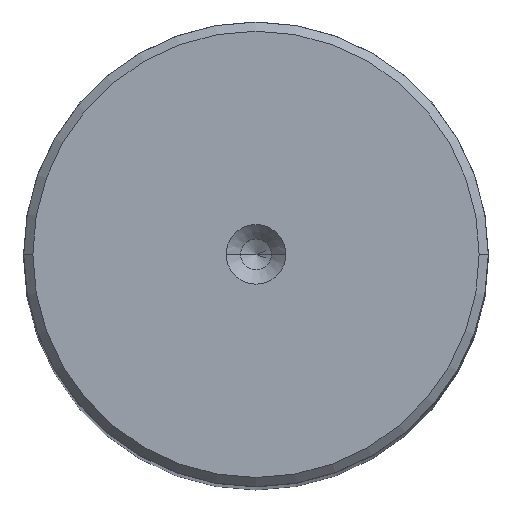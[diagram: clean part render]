
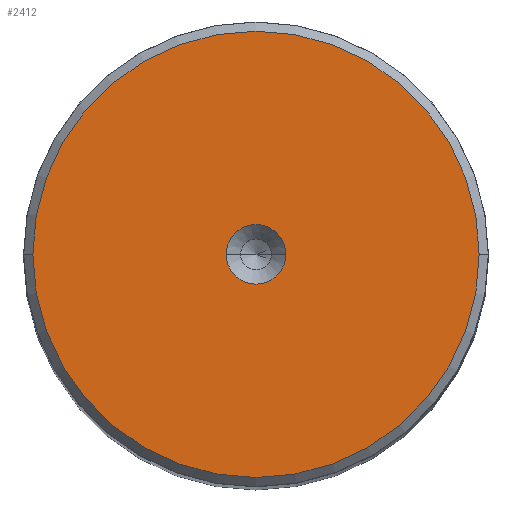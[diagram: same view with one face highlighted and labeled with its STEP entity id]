
A CAD part, top view. The second image highlights one B-rep face of the part: STEP entity #2412.
In plain terms, the highlighted planar face has unit normal (0, 0, 1).
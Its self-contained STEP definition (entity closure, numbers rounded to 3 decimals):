
#10 = VERTEX_POINT ( 'NONE', #1131 ) ;
#11 = EDGE_LOOP ( 'NONE', ( #1879, #2285 ) ) ;
#62 = AXIS2_PLACEMENT_3D ( 'NONE', #2278, #2896, #2011 ) ;
#139 = CARTESIAN_POINT ( 'NONE',  ( 0., 0., 240. ) ) ;
#195 = ORIENTED_EDGE ( 'NONE', *, *, #1540, .F. ) ;
#238 = EDGE_LOOP ( 'NONE', ( #2672, #195 ) ) ;
#285 = VERTEX_POINT ( 'NONE', #1222 ) ;
#317 = EDGE_CURVE ( 'NONE', #1937, #1305, #1302, .T. ) ;
#368 = FACE_BOUND ( 'NONE', #238, .T. ) ;
#369 = DIRECTION ( 'NONE',  ( 1., 0., 0. ) ) ;
#671 = FACE_OUTER_BOUND ( 'NONE', #11, .T. ) ;
#675 = CARTESIAN_POINT ( 'NONE',  ( 28.816, 0., 240. ) ) ;
#855 = CIRCLE ( 'NONE', #2760, 3.85 ) ;
#862 = CARTESIAN_POINT ( 'NONE',  ( -28.816, 0., 240. ) ) ;
#999 = PLANE ( 'NONE',  #2216 ) ;
#1131 = CARTESIAN_POINT ( 'NONE',  ( 3.85, 0., 240. ) ) ;
#1222 = CARTESIAN_POINT ( 'NONE',  ( -3.85, 0., 240. ) ) ;
#1284 = CIRCLE ( 'NONE', #62, 28.816 ) ;
#1302 = CIRCLE ( 'NONE', #2587, 28.816 ) ;
#1305 = VERTEX_POINT ( 'NONE', #862 ) ;
#1540 = EDGE_CURVE ( 'NONE', #285, #10, #855, .T. ) ;
#1651 = DIRECTION ( 'NONE',  ( 1., 0., 0. ) ) ;
#1879 = ORIENTED_EDGE ( 'NONE', *, *, #2721, .T. ) ;
#1881 = DIRECTION ( 'NONE',  ( 0., 0., 1. ) ) ;
#1897 = DIRECTION ( 'NONE',  ( 0., 0., 1. ) ) ;
#1912 = AXIS2_PLACEMENT_3D ( 'NONE', #2206, #2642, #2451 ) ;
#1914 = DIRECTION ( 'NONE',  ( 1., 0., 0. ) ) ;
#1918 = CIRCLE ( 'NONE', #1912, 3.85 ) ;
#1937 = VERTEX_POINT ( 'NONE', #675 ) ;
#2011 = DIRECTION ( 'NONE',  ( 1., 0., 0. ) ) ;
#2206 = CARTESIAN_POINT ( 'NONE',  ( 0., 0., 240. ) ) ;
#2216 = AXIS2_PLACEMENT_3D ( 'NONE', #2771, #1881, #1651 ) ;
#2278 = CARTESIAN_POINT ( 'NONE',  ( 0., 0., 240. ) ) ;
#2285 = ORIENTED_EDGE ( 'NONE', *, *, #317, .T. ) ;
#2412 = ADVANCED_FACE ( 'NONE', ( #368, #671 ), #999, .T. ) ;
#2451 = DIRECTION ( 'NONE',  ( 1., 0., 0. ) ) ;
#2585 = EDGE_CURVE ( 'NONE', #10, #285, #1918, .T. ) ;
#2587 = AXIS2_PLACEMENT_3D ( 'NONE', #2800, #1897, #369 ) ;
#2642 = DIRECTION ( 'NONE',  ( 0., 0., 1. ) ) ;
#2672 = ORIENTED_EDGE ( 'NONE', *, *, #2585, .F. ) ;
#2721 = EDGE_CURVE ( 'NONE', #1305, #1937, #1284, .T. ) ;
#2760 = AXIS2_PLACEMENT_3D ( 'NONE', #139, #2813, #1914 ) ;
#2771 = CARTESIAN_POINT ( 'NONE',  ( 0., 0., 240. ) ) ;
#2800 = CARTESIAN_POINT ( 'NONE',  ( 0., 0., 240. ) ) ;
#2813 = DIRECTION ( 'NONE',  ( 0., 0., 1. ) ) ;
#2896 = DIRECTION ( 'NONE',  ( 0., 0., 1. ) ) ;
